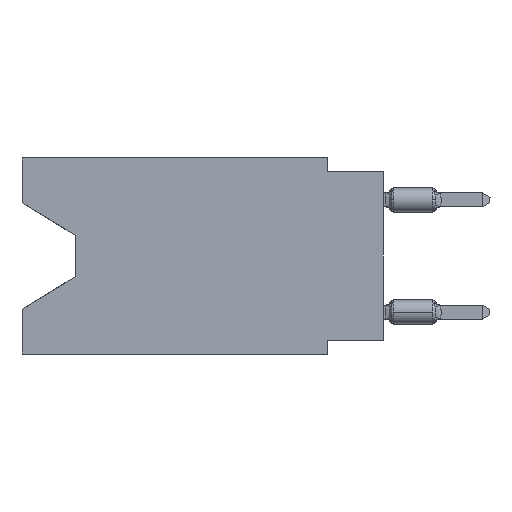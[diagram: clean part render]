
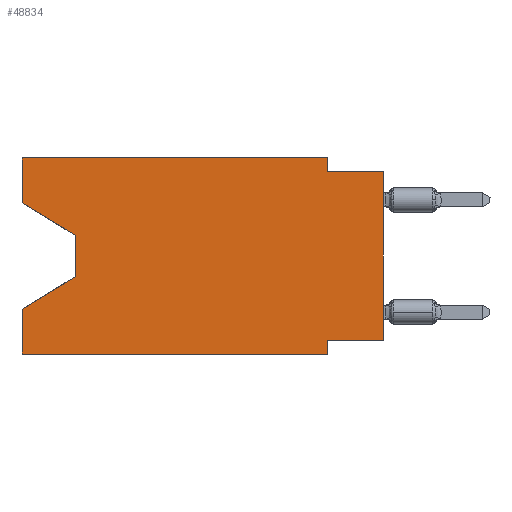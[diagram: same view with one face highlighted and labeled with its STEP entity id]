
A CAD part, left-side view. The second image highlights one B-rep face of the part: STEP entity #48834.
In plain terms, the highlighted planar face has unit normal (-1, 0, 0).
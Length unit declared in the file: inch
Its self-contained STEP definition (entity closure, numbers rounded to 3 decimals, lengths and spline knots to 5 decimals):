
#298 = DIRECTION ( 'NONE',  ( 0., 0., -1. ) ) ;
#995 = CARTESIAN_POINT ( 'NONE',  ( 0., 0.645, 0. ) ) ;
#1452 = VECTOR ( 'NONE', #47467, 39.37008 ) ;
#2195 = ORIENTED_EDGE ( 'NONE', *, *, #24704, .T. ) ;
#2571 = VECTOR ( 'NONE', #30607, 39.37008 ) ;
#2991 = PLANE ( 'NONE',  #6006 ) ;
#3221 = VECTOR ( 'NONE', #31188, 39.37008 ) ;
#4210 = VECTOR ( 'NONE', #52664, 39.37008 ) ;
#4334 = LINE ( 'NONE', #50542, #11089 ) ;
#4406 = DIRECTION ( 'NONE',  ( 0., 0., -1. ) ) ;
#5171 = DIRECTION ( 'NONE',  ( 0., 0., 1. ) ) ;
#5182 = VERTEX_POINT ( 'NONE', #33958 ) ;
#5373 = LINE ( 'NONE', #43268, #49427 ) ;
#6006 = AXIS2_PLACEMENT_3D ( 'NONE', #36762, #15731, #11578 ) ;
#6138 = EDGE_CURVE ( 'NONE', #53421, #41782, #51360, .T. ) ;
#6374 = EDGE_CURVE ( 'NONE', #26279, #13901, #39464, .T. ) ;
#7300 = CARTESIAN_POINT ( 'NONE',  ( 0., 0.1, 0. ) ) ;
#7975 = CARTESIAN_POINT ( 'NONE',  ( 0., 0.645, 0. ) ) ;
#8253 = LINE ( 'NONE', #7975, #23756 ) ;
#8826 = CARTESIAN_POINT ( 'NONE',  ( 0., 0.55, -0.138 ) ) ;
#8859 = VERTEX_POINT ( 'NONE', #20590 ) ;
#10025 = EDGE_LOOP ( 'NONE', ( #23476, #2195, #39821, #45870, #21082, #44395, #12981, #48839, #39865, #23158, #38489, #28215 ) ) ;
#11089 = VECTOR ( 'NONE', #38934, 39.37008 ) ;
#11578 = DIRECTION ( 'NONE',  ( 0., 0., -1. ) ) ;
#12026 = VECTOR ( 'NONE', #4406, 39.37008 ) ;
#12056 = VERTEX_POINT ( 'NONE', #34145 ) ;
#12160 = LINE ( 'NONE', #36811, #44732 ) ;
#12490 = LINE ( 'NONE', #46237, #49627 ) ;
#12618 = CARTESIAN_POINT ( 'NONE',  ( 0., 0.55, -0.212 ) ) ;
#12981 = ORIENTED_EDGE ( 'NONE', *, *, #6374, .F. ) ;
#13901 = VERTEX_POINT ( 'NONE', #25599 ) ;
#15731 = DIRECTION ( 'NONE',  ( 1., 0., 0. ) ) ;
#17218 = VERTEX_POINT ( 'NONE', #50380 ) ;
#17222 = EDGE_CURVE ( 'NONE', #13901, #18215, #12490, .T. ) ;
#17221 = CARTESIAN_POINT ( 'NONE',  ( 0., 0.1, -0.35 ) ) ;
#18215 = VERTEX_POINT ( 'NONE', #17221 ) ;
#20590 = CARTESIAN_POINT ( 'NONE',  ( 0., 0., -0.025 ) ) ;
#21082 = ORIENTED_EDGE ( 'NONE', *, *, #33113, .T. ) ;
#21593 = EDGE_CURVE ( 'NONE', #12056, #5182, #38939, .T. ) ;
#22823 = VERTEX_POINT ( 'NONE', #35887 ) ;
#23158 = ORIENTED_EDGE ( 'NONE', *, *, #31945, .F. ) ;
#23476 = ORIENTED_EDGE ( 'NONE', *, *, #24591, .T. ) ;
#23756 = VECTOR ( 'NONE', #37056, 39.37008 ) ;
#23857 = EDGE_CURVE ( 'NONE', #26279, #8859, #4334, .T. ) ;
#24591 = EDGE_CURVE ( 'NONE', #53421, #42555, #12160, .T. ) ;
#24704 = EDGE_CURVE ( 'NONE', #42555, #42040, #38180, .T. ) ;
#25142 = DIRECTION ( 'NONE',  ( 0., -0.855, -0.519 ) ) ;
#25599 = CARTESIAN_POINT ( 'NONE',  ( 0., 0.1, -0.325 ) ) ;
#26279 = VERTEX_POINT ( 'NONE', #35206 ) ;
#26992 = CARTESIAN_POINT ( 'NONE',  ( 0., 0., -0.325 ) ) ;
#27787 = DIRECTION ( 'NONE',  ( 0., 0., -1. ) ) ;
#28215 = ORIENTED_EDGE ( 'NONE', *, *, #6138, .F. ) ;
#28323 = EDGE_CURVE ( 'NONE', #42040, #5182, #5373, .T. ) ;
#30295 = DIRECTION ( 'NONE',  ( 0., 0.855, -0.519 ) ) ;
#30607 = DIRECTION ( 'NONE',  ( 0., -1., 0. ) ) ;
#31188 = DIRECTION ( 'NONE',  ( 0., 1., 0. ) ) ;
#31945 = EDGE_CURVE ( 'NONE', #22823, #17218, #51326, .T. ) ;
#32469 = CARTESIAN_POINT ( 'NONE',  ( 0., 0., -0.025 ) ) ;
#32962 = EDGE_CURVE ( 'NONE', #41782, #22823, #8253, .T. ) ;
#33113 = EDGE_CURVE ( 'NONE', #12056, #18215, #39447, .T. ) ;
#33400 = VECTOR ( 'NONE', #27787, 39.37008 ) ;
#33958 = CARTESIAN_POINT ( 'NONE',  ( 0., 0.645, -0.26975 ) ) ;
#34145 = CARTESIAN_POINT ( 'NONE',  ( 0., 0.645, -0.35 ) ) ;
#35206 = CARTESIAN_POINT ( 'NONE',  ( 0., 0., -0.325 ) ) ;
#35316 = CARTESIAN_POINT ( 'NONE',  ( 0., 0.645, -0.35 ) ) ;
#35661 = CARTESIAN_POINT ( 'NONE',  ( 0., 0.645, 0. ) ) ;
#35887 = CARTESIAN_POINT ( 'NONE',  ( 0., 0.1, 0. ) ) ;
#36762 = CARTESIAN_POINT ( 'NONE',  ( 0., 0.645, 0. ) ) ;
#36811 = CARTESIAN_POINT ( 'NONE',  ( 0., 0.645, -0.08025 ) ) ;
#37056 = DIRECTION ( 'NONE',  ( 0., -1., 0. ) ) ;
#38180 = LINE ( 'NONE', #8826, #12026 ) ;
#38489 = ORIENTED_EDGE ( 'NONE', *, *, #32962, .F. ) ;
#38934 = DIRECTION ( 'NONE',  ( 0., 0., 1. ) ) ;
#38939 = LINE ( 'NONE', #42788, #50795 ) ;
#39447 = LINE ( 'NONE', #35316, #2571 ) ;
#39464 = LINE ( 'NONE', #26992, #3221 ) ;
#39821 = ORIENTED_EDGE ( 'NONE', *, *, #28323, .T. ) ;
#39865 = ORIENTED_EDGE ( 'NONE', *, *, #46584, .F. ) ;
#40219 = LINE ( 'NONE', #32469, #4210 ) ;
#41782 = VERTEX_POINT ( 'NONE', #35661 ) ;
#41972 = FACE_OUTER_BOUND ( 'NONE', #10025, .T. ) ;
#42040 = VERTEX_POINT ( 'NONE', #12618 ) ;
#42555 = VERTEX_POINT ( 'NONE', #44066 ) ;
#42788 = CARTESIAN_POINT ( 'NONE',  ( 0., 0.645, 0. ) ) ;
#42856 = CARTESIAN_POINT ( 'NONE',  ( 0., 0.645, -0.08025 ) ) ;
#43268 = CARTESIAN_POINT ( 'NONE',  ( 0., 0.55, -0.212 ) ) ;
#44066 = CARTESIAN_POINT ( 'NONE',  ( 0., 0.55, -0.138 ) ) ;
#44395 = ORIENTED_EDGE ( 'NONE', *, *, #17222, .F. ) ;
#44732 = VECTOR ( 'NONE', #25142, 39.37008 ) ;
#45870 = ORIENTED_EDGE ( 'NONE', *, *, #21593, .F. ) ;
#46237 = CARTESIAN_POINT ( 'NONE',  ( 0., 0.1, -0.35 ) ) ;
#46584 = EDGE_CURVE ( 'NONE', #17218, #8859, #40219, .T. ) ;
#47467 = DIRECTION ( 'NONE',  ( 0., 0., 1. ) ) ;
#48834 = ADVANCED_FACE ( 'NONE', ( #41972 ), #2991, .F. ) ;
#48839 = ORIENTED_EDGE ( 'NONE', *, *, #23857, .T. ) ;
#49427 = VECTOR ( 'NONE', #30295, 39.37008 ) ;
#49627 = VECTOR ( 'NONE', #298, 39.37008 ) ;
#50380 = CARTESIAN_POINT ( 'NONE',  ( 0., 0.1, -0.025 ) ) ;
#50542 = CARTESIAN_POINT ( 'NONE',  ( 0., 0., 0. ) ) ;
#50795 = VECTOR ( 'NONE', #5171, 39.37008 ) ;
#51326 = LINE ( 'NONE', #7300, #33400 ) ;
#51360 = LINE ( 'NONE', #995, #1452 ) ;
#52664 = DIRECTION ( 'NONE',  ( 0., -1., 0. ) ) ;
#53421 = VERTEX_POINT ( 'NONE', #42856 ) ;
